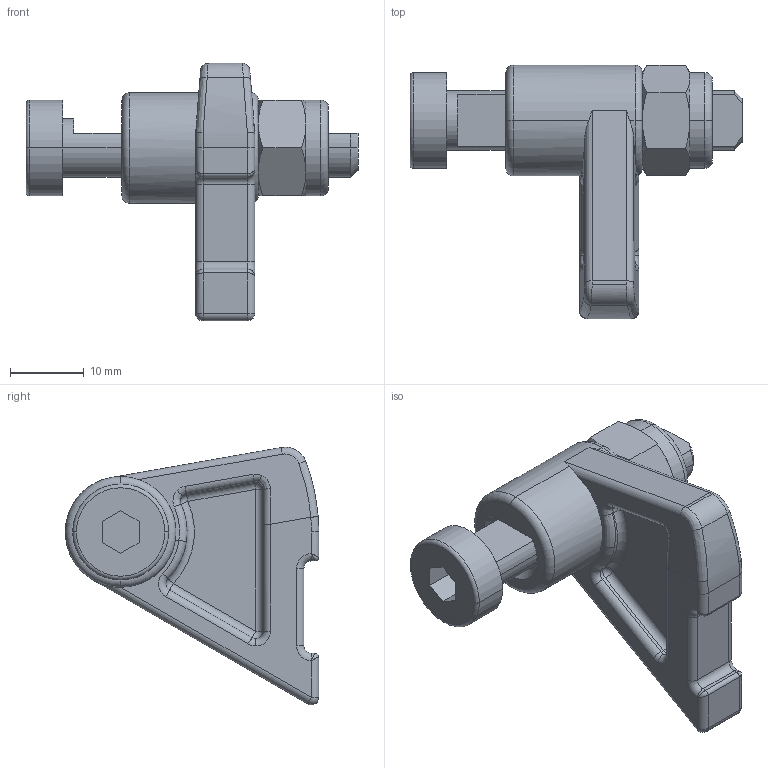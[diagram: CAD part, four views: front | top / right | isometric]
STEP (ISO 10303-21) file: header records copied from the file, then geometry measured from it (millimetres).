
FILE_DESCRIPTION (( 'STEP AP203' ), '1' );
FILE_NAME ('084.519.004.STEP', '2013-01-28T10:52:51', ( 'Alusic' ), ( 'Alusic' ), 'SwSTEP 2.0', 'SolidWorks 2011', '' );
FILE_SCHEMA (( 'CONFIG_CONTROL_DESIGN' ));
Length unit declared in the file: millimetre
Products named in the file (4): 985-A2; 084.519.004; 084.519.005; 084.519.004L
Assembly tree (3 placements, depth 2):
  084.519.004
    084.519.005
    084.519.004L
    985-A2
Bounding box: 45 x 34.36 x 34.93 mm (x, y, z)
Volume: 9001 mm3; surface area: 5720 mm2
Topology: 3 solids, 3 shells, 221 faces, 503 edges, 277 vertices
Faces by surface type: cylinder 76, cone 46, plane 43, torus 32, bspline 14, sphere 10
Entity records: 6835 total; most frequent: CARTESIAN_POINT 1664, DIRECTION 1064, ORIENTED_EDGE 978, EDGE_CURVE 489, AXIS2_PLACEMENT_3D 444, VERTEX_POINT 277, CIRCLE 231, EDGE_LOOP 228
